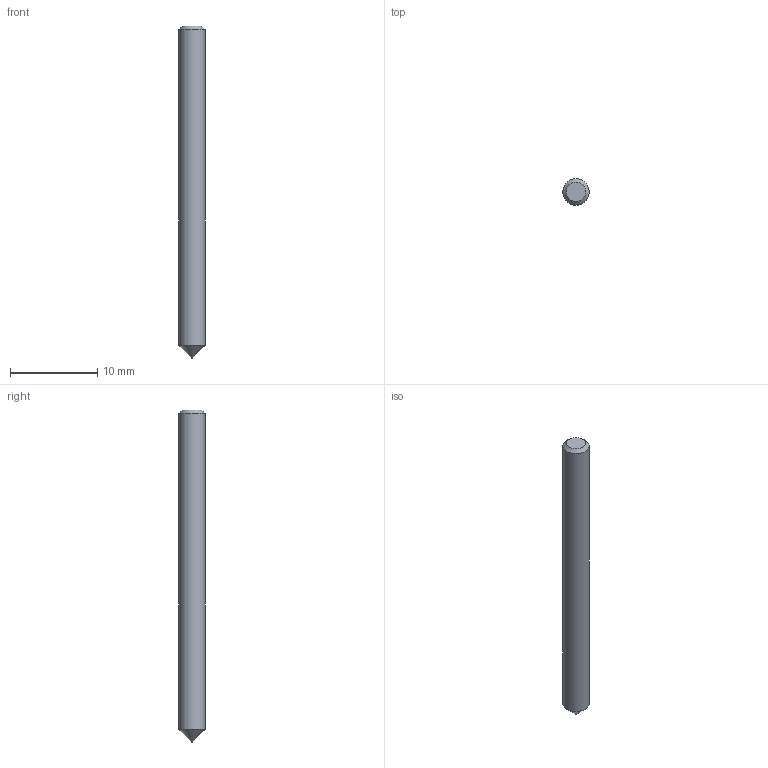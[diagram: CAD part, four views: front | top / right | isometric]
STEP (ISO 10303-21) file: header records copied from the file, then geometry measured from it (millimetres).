
FILE_DESCRIPTION (( 'STEP AP203' ), '1' );
FILE_NAME ('961247.step', '2021-11-25T13:42:36', ( '' ), ( '' ), 'SwSTEP 2.0', 'SolidWorks 2019', '' );
FILE_SCHEMA (( 'CONFIG_CONTROL_DESIGN' ));
Length unit declared in the file: millimetre
Products named in the file (1): 961247
Bounding box: 3 x 3 x 38 mm (x, y, z)
Volume: 261.2 mm3; surface area: 373.3 mm2
Topology: 2 solids, 2 shells, 7 faces, 8 edges, 5 vertices
Faces by surface type: plane 4, cone 2, cylinder 1
Full cylindrical faces by diameter (mm): 3 x1
Entity records: 199 total; most frequent: DIRECTION 26, CARTESIAN_POINT 18, AXIS2_PLACEMENT_3D 13, ORIENTED_EDGE 10, EDGE_LOOP 10, FACE_OUTER_BOUND 8, PERSON_AND_ORGANIZATION 8, ADVANCED_FACE 7
